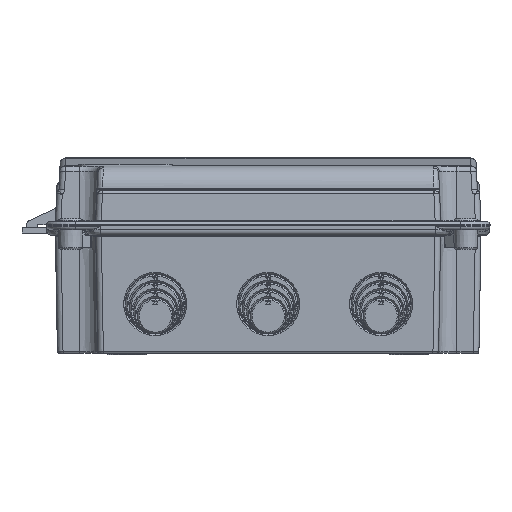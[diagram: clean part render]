
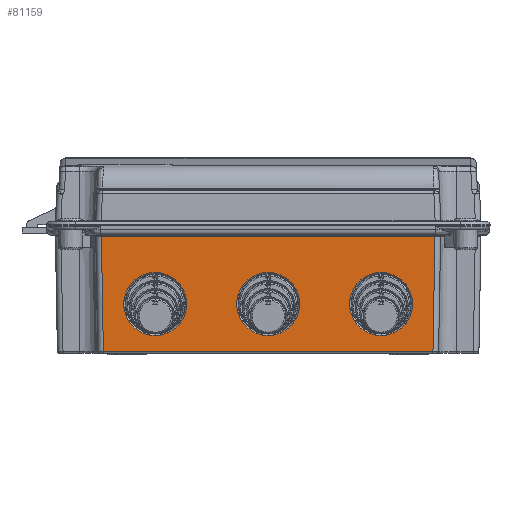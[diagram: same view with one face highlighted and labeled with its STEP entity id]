
A CAD part, front view. The second image highlights one B-rep face of the part: STEP entity #81159.
In plain terms, the highlighted planar face has unit normal (0, -1, -0.018).
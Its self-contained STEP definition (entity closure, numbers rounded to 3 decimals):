
#2440 = FACE_BOUND ( 'NONE', #107396, .T. ) ;
#2678 = CARTESIAN_POINT ( 'NONE',  ( 0., -244.5, 79. ) ) ;
#5350 = CARTESIAN_POINT ( 'NONE',  ( -103.469, -244.468, 77.194 ) ) ;
#5561 = AXIS2_PLACEMENT_3D ( 'NONE', #101165, #19479, #114876 ) ;
#9254 = LINE ( 'NONE', #141691, #41258 ) ;
#9814 = CARTESIAN_POINT ( 'NONE',  ( 70., -243.653, 30.495 ) ) ;
#10811 = VERTEX_POINT ( 'NONE', #30508 ) ;
#11153 = CARTESIAN_POINT ( 'NONE',  ( -102.139, -243.138, 0.983 ) ) ;
#12236 = ORIENTED_EDGE ( 'NONE', *, *, #144049, .F. ) ;
#17167 = ORIENTED_EDGE ( 'NONE', *, *, #165730, .F. ) ;
#17763 = ORIENTED_EDGE ( 'NONE', *, *, #88002, .T. ) ;
#18787 = DIRECTION ( 'NONE',  ( 0.017, -0.017, 1. ) ) ;
#19019 = DIRECTION ( 'NONE',  ( 0.017, 0.017, -1. ) ) ;
#19479 = DIRECTION ( 'NONE',  ( 0., -1., -0.017 ) ) ;
#23485 = DIRECTION ( 'NONE',  ( 0., 0.017, -1. ) ) ;
#25447 = CIRCLE ( 'NONE', #5561, 19.535 ) ;
#26285 = ORIENTED_EDGE ( 'NONE', *, *, #113469, .F. ) ;
#28954 = CIRCLE ( 'NONE', #173228, 19.535 ) ;
#29663 = CIRCLE ( 'NONE', #58654, 19.535 ) ;
#30058 = DIRECTION ( 'NONE',  ( 0., -1., -0.017 ) ) ;
#30508 = CARTESIAN_POINT ( 'NONE',  ( 0., -243.994, 50.027 ) ) ;
#31127 = VERTEX_POINT ( 'NONE', #110591 ) ;
#32308 = CARTESIAN_POINT ( 'NONE',  ( -70., -243.653, 30.495 ) ) ;
#38449 = CIRCLE ( 'NONE', #79683, 19.535 ) ;
#38647 = FACE_BOUND ( 'NONE', #88972, .T. ) ;
#38698 = EDGE_CURVE ( 'NONE', #56922, #119495, #25447, .T. ) ;
#41258 = VECTOR ( 'NONE', #18787, 1000. ) ;
#43192 = PLANE ( 'NONE',  #83864 ) ;
#44726 = EDGE_CURVE ( 'NONE', #113651, #165795, #9254, .T. ) ;
#46042 = DIRECTION ( 'NONE',  ( 0., 0.017, -1. ) ) ;
#46187 = ORIENTED_EDGE ( 'NONE', *, *, #139771, .F. ) ;
#56775 = LINE ( 'NONE', #79125, #92989 ) ;
#56922 = VERTEX_POINT ( 'NONE', #61238 ) ;
#58654 = AXIS2_PLACEMENT_3D ( 'NONE', #9814, #105127, #23485 ) ;
#61238 = CARTESIAN_POINT ( 'NONE',  ( 70., -243.312, 10.963 ) ) ;
#64602 = VECTOR ( 'NONE', #120649, 1000. ) ;
#65378 = AXIS2_PLACEMENT_3D ( 'NONE', #152576, #70839, #166264 ) ;
#66924 = CARTESIAN_POINT ( 'NONE',  ( 0., -243.653, 30.495 ) ) ;
#68429 = LINE ( 'NONE', #5350, #100376 ) ;
#70063 = VERTEX_POINT ( 'NONE', #136756 ) ;
#70839 = DIRECTION ( 'NONE',  ( 0., -1., -0.017 ) ) ;
#70874 = CARTESIAN_POINT ( 'NONE',  ( -70., -243.653, 30.495 ) ) ;
#79125 = CARTESIAN_POINT ( 'NONE',  ( 0., -244.387, 72.509 ) ) ;
#79683 = AXIS2_PLACEMENT_3D ( 'NONE', #32308, #127668, #46042 ) ;
#80604 = DIRECTION ( 'NONE',  ( 0., 0.017, -1. ) ) ;
#80661 = CARTESIAN_POINT ( 'NONE',  ( 102.122, -243.138, 0.983 ) ) ;
#81159 = ADVANCED_FACE ( 'NONE', ( #115502, #38647, #2440, #143297 ), #43192, .T. ) ;
#83864 = AXIS2_PLACEMENT_3D ( 'NONE', #2678, #30058, #125424 ) ;
#84542 = DIRECTION ( 'NONE',  ( 0., 0.017, -1. ) ) ;
#88002 = EDGE_CURVE ( 'NONE', #165795, #139609, #56775, .T. ) ;
#88783 = ORIENTED_EDGE ( 'NONE', *, *, #135947, .F. ) ;
#88972 = EDGE_LOOP ( 'NONE', ( #12236, #26285 ) ) ;
#92989 = VECTOR ( 'NONE', #161476, 1000. ) ;
#93221 = ORIENTED_EDGE ( 'NONE', *, *, #38698, .F. ) ;
#97297 = CARTESIAN_POINT ( 'NONE',  ( 102.139, -243.138, 0.983 ) ) ;
#100376 = VECTOR ( 'NONE', #19019, 1000. ) ;
#101165 = CARTESIAN_POINT ( 'NONE',  ( 70., -243.653, 30.495 ) ) ;
#104005 = EDGE_CURVE ( 'NONE', #139609, #145711, #68429, .T. ) ;
#105127 = DIRECTION ( 'NONE',  ( 0., -1., -0.017 ) ) ;
#107396 = EDGE_LOOP ( 'NONE', ( #17167, #88783 ) ) ;
#110591 = CARTESIAN_POINT ( 'NONE',  ( -70., -243.312, 10.963 ) ) ;
#113469 = EDGE_CURVE ( 'NONE', #10811, #70063, #166537, .T. ) ;
#113651 = VERTEX_POINT ( 'NONE', #97297 ) ;
#114785 = CARTESIAN_POINT ( 'NONE',  ( -103.387, -244.387, 72.509 ) ) ;
#114876 = DIRECTION ( 'NONE',  ( 0., 0.017, -1. ) ) ;
#115502 = FACE_OUTER_BOUND ( 'NONE', #168455, .T. ) ;
#119495 = VERTEX_POINT ( 'NONE', #135654 ) ;
#120649 = DIRECTION ( 'NONE',  ( 1., 0., 0. ) ) ;
#125424 = DIRECTION ( 'NONE',  ( 0., 0.017, -1. ) ) ;
#126923 = ORIENTED_EDGE ( 'NONE', *, *, #104005, .T. ) ;
#127668 = DIRECTION ( 'NONE',  ( 0., -1., -0.017 ) ) ;
#135654 = CARTESIAN_POINT ( 'NONE',  ( 70., -243.994, 50.027 ) ) ;
#135947 = EDGE_CURVE ( 'NONE', #146907, #31127, #38449, .T. ) ;
#136681 = EDGE_LOOP ( 'NONE', ( #93221, #46187 ) ) ;
#136756 = CARTESIAN_POINT ( 'NONE',  ( 0., -243.312, 10.963 ) ) ;
#139609 = VERTEX_POINT ( 'NONE', #114785 ) ;
#139771 = EDGE_CURVE ( 'NONE', #119495, #56922, #29663, .T. ) ;
#141691 = CARTESIAN_POINT ( 'NONE',  ( 103.469, -244.468, 77.194 ) ) ;
#143297 = FACE_BOUND ( 'NONE', #136681, .T. ) ;
#144049 = EDGE_CURVE ( 'NONE', #70063, #10811, #165484, .T. ) ;
#145711 = VERTEX_POINT ( 'NONE', #11153 ) ;
#146907 = VERTEX_POINT ( 'NONE', #152644 ) ;
#147694 = EDGE_CURVE ( 'NONE', #145711, #113651, #173460, .T. ) ;
#148780 = AXIS2_PLACEMENT_3D ( 'NONE', #66924, #162353, #80604 ) ;
#152576 = CARTESIAN_POINT ( 'NONE',  ( 0., -243.653, 30.495 ) ) ;
#152644 = CARTESIAN_POINT ( 'NONE',  ( -70., -243.994, 50.027 ) ) ;
#154398 = ORIENTED_EDGE ( 'NONE', *, *, #44726, .T. ) ;
#154935 = CARTESIAN_POINT ( 'NONE',  ( 103.387, -244.387, 72.509 ) ) ;
#161476 = DIRECTION ( 'NONE',  ( -1., 0., 0. ) ) ;
#162353 = DIRECTION ( 'NONE',  ( 0., -1., -0.017 ) ) ;
#165484 = CIRCLE ( 'NONE', #65378, 19.535 ) ;
#165730 = EDGE_CURVE ( 'NONE', #31127, #146907, #28954, .T. ) ;
#165795 = VERTEX_POINT ( 'NONE', #154935 ) ;
#166264 = DIRECTION ( 'NONE',  ( 0., 0.017, -1. ) ) ;
#166295 = DIRECTION ( 'NONE',  ( 0., -1., -0.017 ) ) ;
#166537 = CIRCLE ( 'NONE', #148780, 19.535 ) ;
#168455 = EDGE_LOOP ( 'NONE', ( #170326, #154398, #17763, #126923 ) ) ;
#170326 = ORIENTED_EDGE ( 'NONE', *, *, #147694, .T. ) ;
#173228 = AXIS2_PLACEMENT_3D ( 'NONE', #70874, #166295, #84542 ) ;
#173460 = LINE ( 'NONE', #80661, #64602 ) ;
